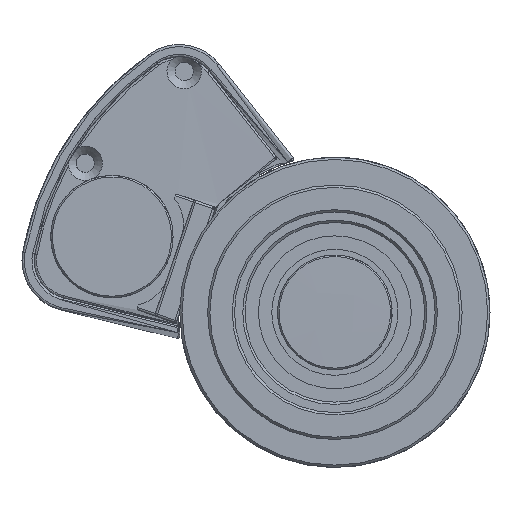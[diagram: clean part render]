
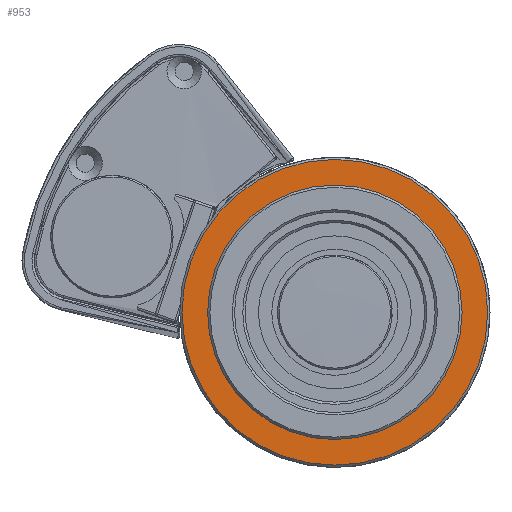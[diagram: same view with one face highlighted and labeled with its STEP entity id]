
A CAD part, left-side view. The second image highlights one B-rep face of the part: STEP entity #953.
In plain terms, the highlighted planar face has unit normal (1, 0, 0).
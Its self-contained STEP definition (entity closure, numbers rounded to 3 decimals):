
#953 = ADVANCED_FACE ( 'NONE', ( #7006, #3220 ), #8128, .F. ) ;
#1223 = DIRECTION ( 'NONE',  ( -1., 0., 0. ) ) ;
#2026 = AXIS2_PLACEMENT_3D ( 'NONE', #12204, #1223, #13173 ) ;
#2821 = AXIS2_PLACEMENT_3D ( 'NONE', #10835, #15654, #4422 ) ;
#3220 = FACE_OUTER_BOUND ( 'NONE', #5479, .T. ) ;
#3740 = VERTEX_POINT ( 'NONE', #13453 ) ;
#4422 = DIRECTION ( 'NONE',  ( 0., 0., -1. ) ) ;
#5098 = CIRCLE ( 'NONE', #2026, 15.176 ) ;
#5479 = EDGE_LOOP ( 'NONE', ( #5912 ) ) ;
#5725 = DIRECTION ( 'NONE',  ( -1., 0., 0. ) ) ;
#5912 = ORIENTED_EDGE ( 'NONE', *, *, #9022, .F. ) ;
#7006 = FACE_BOUND ( 'NONE', #9109, .T. ) ;
#8128 = PLANE ( 'NONE',  #13138 ) ;
#9022 = EDGE_CURVE ( 'NONE', #14259, #14259, #11276, .T. ) ;
#9109 = EDGE_LOOP ( 'NONE', ( #15073 ) ) ;
#9452 = CARTESIAN_POINT ( 'NONE',  ( 3.4, 0., -20. ) ) ;
#10835 = CARTESIAN_POINT ( 'NONE',  ( 3.4, 0., 0. ) ) ;
#11276 = CIRCLE ( 'NONE', #2821, 20. ) ;
#11818 = EDGE_CURVE ( 'NONE', #3740, #3740, #5098, .T. ) ;
#12204 = CARTESIAN_POINT ( 'NONE',  ( 3.4, 0., 0. ) ) ;
#13138 = AXIS2_PLACEMENT_3D ( 'NONE', #15571, #5725, #14371 ) ;
#13173 = DIRECTION ( 'NONE',  ( 0., 0., 1. ) ) ;
#13453 = CARTESIAN_POINT ( 'NONE',  ( 3.4, 0., 15.176 ) ) ;
#14259 = VERTEX_POINT ( 'NONE', #9452 ) ;
#14371 = DIRECTION ( 'NONE',  ( 0., -1., 0. ) ) ;
#15073 = ORIENTED_EDGE ( 'NONE', *, *, #11818, .T. ) ;
#15571 = CARTESIAN_POINT ( 'NONE',  ( 3.4, 20.299, 0.234 ) ) ;
#15654 = DIRECTION ( 'NONE',  ( -1., 0., 0. ) ) ;
